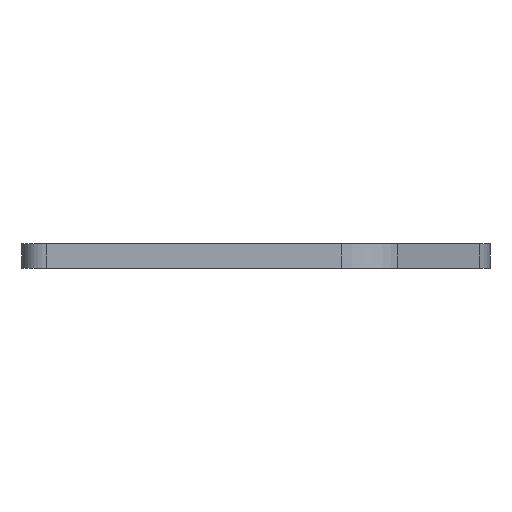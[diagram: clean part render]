
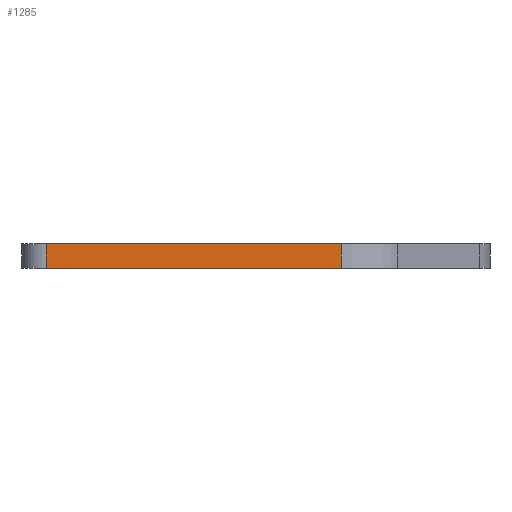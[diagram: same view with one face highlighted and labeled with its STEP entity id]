
A CAD part, left-side view. The second image highlights one B-rep face of the part: STEP entity #1285.
In plain terms, the highlighted planar face has unit normal (-1, -0.001, 0).
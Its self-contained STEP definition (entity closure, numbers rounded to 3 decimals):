
#39=PLANE('',#1408);
#78=FACE_OUTER_BOUND('',#155,.T.);
#155=EDGE_LOOP('',(#956,#957,#958,#959));
#228=LINE('',#1929,#350);
#261=LINE('',#2053,#383);
#262=LINE('',#2057,#384);
#263=LINE('',#2058,#385);
#350=VECTOR('',#1539,10.);
#383=VECTOR('',#1636,10.);
#384=VECTOR('',#1641,10.);
#385=VECTOR('',#1642,10.);
#548=VERTEX_POINT('',#1925);
#550=VERTEX_POINT('',#1928);
#609=VERTEX_POINT('',#2052);
#610=VERTEX_POINT('',#2056);
#683=EDGE_CURVE('',#550,#548,#228,.T.);
#745=EDGE_CURVE('',#550,#609,#261,.T.);
#747=EDGE_CURVE('',#548,#610,#262,.T.);
#748=EDGE_CURVE('',#609,#610,#263,.T.);
#956=ORIENTED_EDGE('',*,*,#683,.T.);
#957=ORIENTED_EDGE('',*,*,#747,.T.);
#958=ORIENTED_EDGE('',*,*,#748,.F.);
#959=ORIENTED_EDGE('',*,*,#745,.F.);
#1285=ADVANCED_FACE('',(#78),#39,.T.);
#1408=AXIS2_PLACEMENT_3D('',#2055,#1639,#1640);
#1539=DIRECTION('',(0.001,-1.,0.));
#1636=DIRECTION('',(0.,0.,1.));
#1639=DIRECTION('center_axis',(-1.,-0.001,
0.));
#1640=DIRECTION('ref_axis',(0.001,-1.,0.));
#1641=DIRECTION('',(0.,0.,1.));
#1642=DIRECTION('',(0.001,-1.,0.));
#1925=CARTESIAN_POINT('',(-37.951,-10.623,0.));
#1928=CARTESIAN_POINT('',(-37.975,25.884,0.));
#1929=CARTESIAN_POINT('',(-37.966,12.893,0.));
#2052=CARTESIAN_POINT('',(-37.975,25.884,3.));
#2053=CARTESIAN_POINT('',(-37.975,25.884,-13.));
#2055=CARTESIAN_POINT('Origin',(-37.975,25.884,-13.));
#2056=CARTESIAN_POINT('',(-37.951,-10.623,3.));
#2057=CARTESIAN_POINT('',(-37.951,-10.623,-13.));
#2058=CARTESIAN_POINT('',(-37.951,-10.623,3.));
